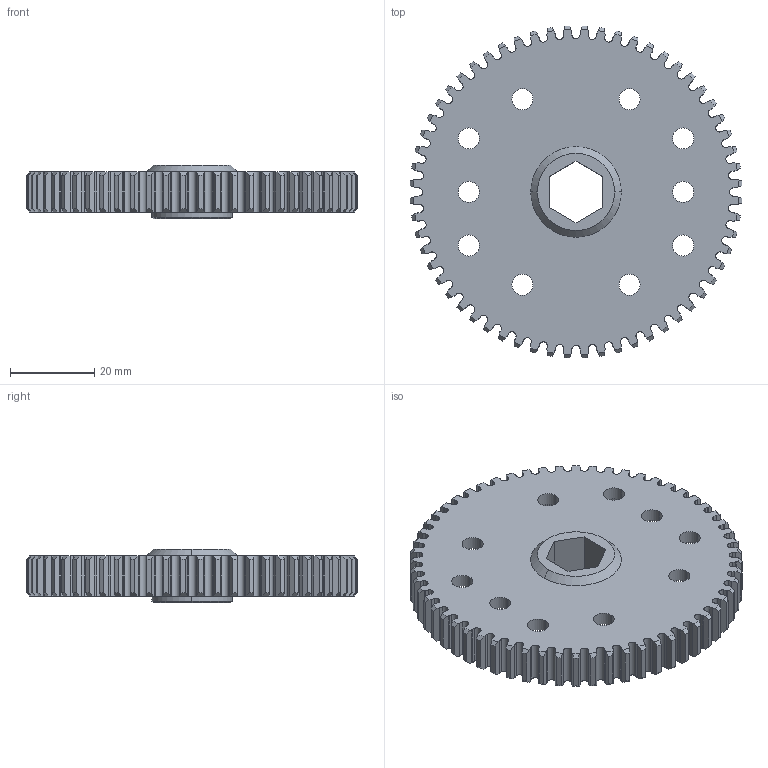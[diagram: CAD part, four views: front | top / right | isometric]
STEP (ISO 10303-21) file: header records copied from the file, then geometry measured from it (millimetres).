
FILE_DESCRIPTION (( 'STEP AP203' ), '1' );
FILE_NAME ('REV-21-1941.STEP', '2022-03-31T16:30:48', ( '' ), ( '' ), 'SwSTEP 2.0', 'SolidWorks 2022', '' );
FILE_SCHEMA (( 'CONFIG_CONTROL_DESIGN' ));
Length unit declared in the file: millimetre
Products named in the file (1): REV-21-1941
Bounding box: 78.68 x 78.68 x 12.7 mm (x, y, z)
Volume: 18440.5 mm3; surface area: 15702.1 mm2
Topology: 1 solids, 1 shells, 685 faces, 2037 edges, 1356 vertices
Faces by surface type: bspline 240, cylinder 170, plane 146, cone 125, torus 4
Entity records: 30215 total; most frequent: CARTESIAN_POINT 13493, ORIENTED_EDGE 4074, DIRECTION 2636, EDGE_CURVE 2037, VERTEX_POINT 1356, AXIS2_PLACEMENT_3D 923, LINE 790, VECTOR 790
